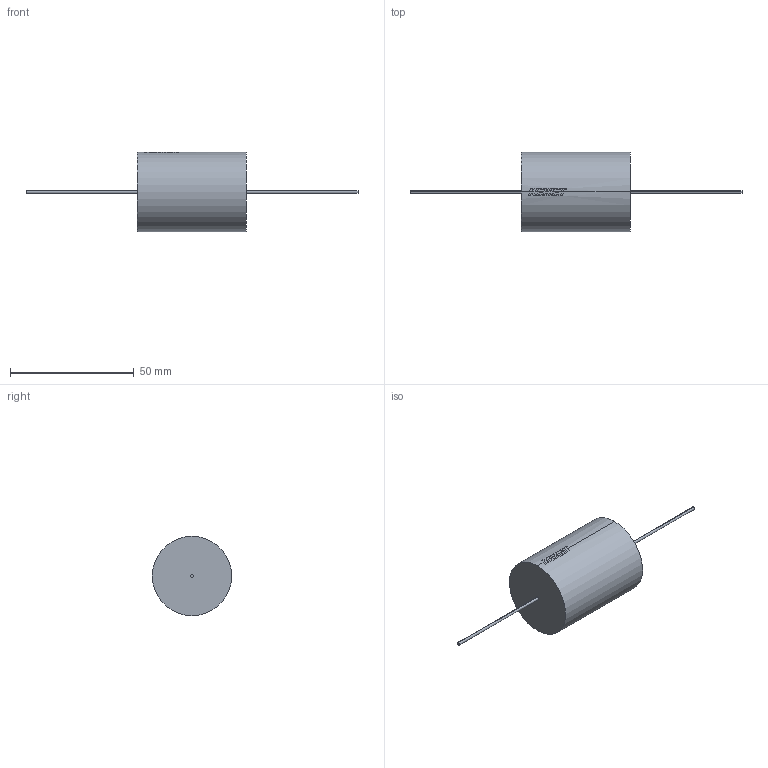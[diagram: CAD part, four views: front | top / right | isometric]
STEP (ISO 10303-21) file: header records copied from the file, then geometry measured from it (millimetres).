
FILE_DESCRIPTION (( 'STEP AP214' ), '1' );
FILE_NAME ('CFP_ACWF_32X44_D32L44LL45F1.2.STEP', '2019-03-05T18:00:30', ( '' ), ( '' ), 'SwSTEP 2.0', 'SolidWorks 2014', '' );
FILE_SCHEMA (( 'AUTOMOTIVE_DESIGN' ));
Length unit declared in the file: millimetre
Products named in the file (1): CFP_ACWF_32X44_D32L44LL45F1.2
Bounding box: 134 x 32 x 32 mm (x, y, z)
Volume: 35488.4 mm3; surface area: 7978.3 mm2
Topology: 2 solids, 2 shells, 87 faces, 243 edges, 162 vertices
Faces by surface type: bspline 31, cylinder 28, plane 28
Entity records: 3180 total; most frequent: CARTESIAN_POINT 1095, ORIENTED_EDGE 486, EDGE_CURVE 243, DIRECTION 228, VERTEX_POINT 162, B_SPLINE_CURVE_WITH_KNOTS 149, EDGE_LOOP 91, FACE_OUTER_BOUND 87
